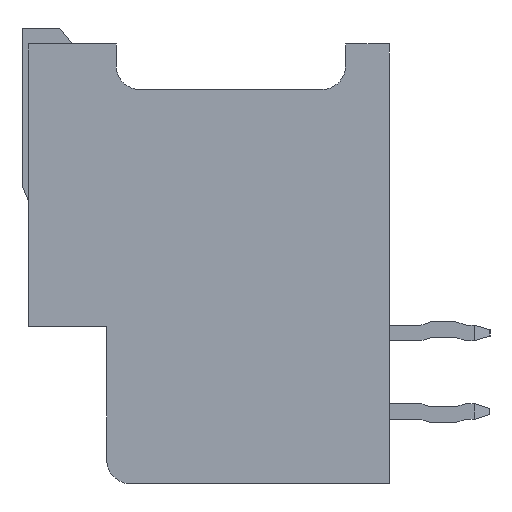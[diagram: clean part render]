
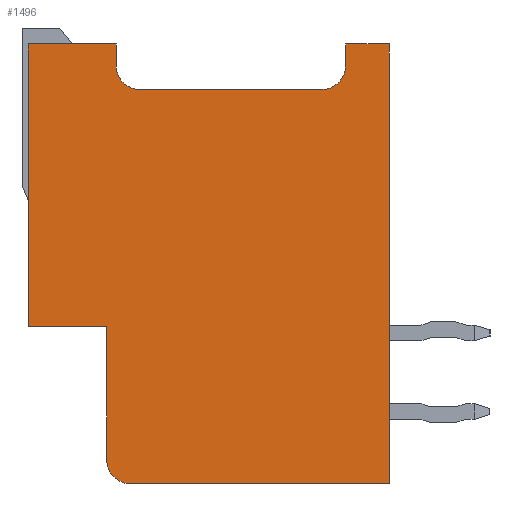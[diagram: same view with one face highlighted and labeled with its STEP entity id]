
A CAD part, left-side view. The second image highlights one B-rep face of the part: STEP entity #1496.
In plain terms, the highlighted planar face has unit normal (-1, 0, 0).
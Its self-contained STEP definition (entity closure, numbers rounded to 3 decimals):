
#1496 = ADVANCED_FACE( '', ( #3156 ), #3157, .F. );
#3156 = FACE_OUTER_BOUND( '', #5120, .T. );
#3157 = PLANE( '', #5121 );
#5120 = EDGE_LOOP( '', ( #8730, #8731, #8732, #8733, #8734, #8735, #8736, #8737, #8738, #8739, #8740, #8741, #8742 ) );
#5121 = AXIS2_PLACEMENT_3D( '', #8743, #8744, #8745 );
#8730 = ORIENTED_EDGE( '', *, *, #13005, .F. );
#8731 = ORIENTED_EDGE( '', *, *, #13875, .T. );
#8732 = ORIENTED_EDGE( '', *, *, #13274, .F. );
#8733 = ORIENTED_EDGE( '', *, *, #13974, .F. );
#8734 = ORIENTED_EDGE( '', *, *, #13975, .F. );
#8735 = ORIENTED_EDGE( '', *, *, #13976, .F. );
#8736 = ORIENTED_EDGE( '', *, *, #13977, .T. );
#8737 = ORIENTED_EDGE( '', *, *, #13773, .F. );
#8738 = ORIENTED_EDGE( '', *, *, #13978, .T. );
#8739 = ORIENTED_EDGE( '', *, *, #13384, .F. );
#8740 = ORIENTED_EDGE( '', *, *, #13979, .F. );
#8741 = ORIENTED_EDGE( '', *, *, #13980, .F. );
#8742 = ORIENTED_EDGE( '', *, *, #13981, .F. );
#8743 = CARTESIAN_POINT( '', ( -17.7, 0., 0. ) );
#8744 = DIRECTION( '', ( 1., 0., 0. ) );
#8745 = DIRECTION( '', ( 0., 0., -1. ) );
#13005 = EDGE_CURVE( '', #15823, #15825, #15826, .T. );
#13274 = EDGE_CURVE( '', #16271, #16273, #16274, .T. );
#13384 = EDGE_CURVE( '', #16457, #16452, #16459, .T. );
#13773 = EDGE_CURVE( '', #17082, #17077, #17084, .T. );
#13875 = EDGE_CURVE( '', #15823, #16273, #17246, .F. );
#13974 = EDGE_CURVE( '', #17389, #16271, #17390, .T. );
#13975 = EDGE_CURVE( '', #17391, #17389, #17392, .T. );
#13976 = EDGE_CURVE( '', #17393, #17391, #17394, .T. );
#13977 = EDGE_CURVE( '', #17393, #17077, #17395, .T. );
#13978 = EDGE_CURVE( '', #17082, #16452, #17396, .T. );
#13979 = EDGE_CURVE( '', #17397, #16457, #17398, .T. );
#13980 = EDGE_CURVE( '', #17399, #17397, #17400, .T. );
#13981 = EDGE_CURVE( '', #15825, #17399, #17401, .T. );
#15823 = VERTEX_POINT( '', #19838 );
#15825 = VERTEX_POINT( '', #19841 );
#15826 = LINE( '', #19842, #19843 );
#16271 = VERTEX_POINT( '', #20500 );
#16273 = VERTEX_POINT( '', #20503 );
#16274 = LINE( '', #20504, #20505 );
#16452 = VERTEX_POINT( '', #20767 );
#16457 = VERTEX_POINT( '', #20774 );
#16459 = LINE( '', #20777, #20778 );
#17077 = VERTEX_POINT( '', #21718 );
#17082 = VERTEX_POINT( '', #21725 );
#17084 = LINE( '', #21728, #21729 );
#17246 = CIRCLE( '', #21980, 0.75 );
#17389 = VERTEX_POINT( '', #22197 );
#17390 = LINE( '', #22198, #22199 );
#17391 = VERTEX_POINT( '', #22200 );
#17392 = LINE( '', #22201, #22202 );
#17393 = VERTEX_POINT( '', #22203 );
#17394 = LINE( '', #22204, #22205 );
#17395 = CIRCLE( '', #22206, 0.75 );
#17396 = CIRCLE( '', #22207, 0.75 );
#17397 = VERTEX_POINT( '', #22208 );
#17398 = LINE( '', #22209, #22210 );
#17399 = VERTEX_POINT( '', #22211 );
#17400 = LINE( '', #22212, #22213 );
#17401 = LINE( '', #22214, #22215 );
#19838 = CARTESIAN_POINT( '', ( -17.7, 4.5, -6.25 ) );
#19841 = CARTESIAN_POINT( '', ( -17.7, 4.5, -2. ) );
#19842 = CARTESIAN_POINT( '', ( -17.7, 4.5, -7. ) );
#19843 = VECTOR( '', #24601, 1000. );
#20500 = CARTESIAN_POINT( '', ( -17.7, -4.5, -7. ) );
#20503 = CARTESIAN_POINT( '', ( -17.7, 3.75, -7. ) );
#20504 = CARTESIAN_POINT( '', ( -17.7, -4.5, -7. ) );
#20505 = VECTOR( '', #24824, 1000. );
#20767 = CARTESIAN_POINT( '', ( -17.7, 4.2, 6.3 ) );
#20774 = CARTESIAN_POINT( '', ( -17.7, 4.2, 7. ) );
#20777 = CARTESIAN_POINT( '', ( -17.7, 4.2, 7. ) );
#20778 = VECTOR( '', #24912, 1000. );
#21718 = CARTESIAN_POINT( '', ( -17.7, -2.35, 5.55 ) );
#21725 = CARTESIAN_POINT( '', ( -17.7, 3.45, 5.55 ) );
#21728 = CARTESIAN_POINT( '', ( -17.7, 4.2, 5.55 ) );
#21729 = VECTOR( '', #25238, 1000. );
#21980 = AXIS2_PLACEMENT_3D( '', #25334, #25335, #25336 );
#22197 = CARTESIAN_POINT( '', ( -17.7, -4.5, 7. ) );
#22198 = CARTESIAN_POINT( '', ( -17.7, -4.5, 7. ) );
#22199 = VECTOR( '', #25411, 1000. );
#22200 = CARTESIAN_POINT( '', ( -17.7, -3.1, 7. ) );
#22201 = CARTESIAN_POINT( '', ( -17.7, -3.1, 7. ) );
#22202 = VECTOR( '', #25412, 1000. );
#22203 = CARTESIAN_POINT( '', ( -17.7, -3.1, 6.3 ) );
#22204 = CARTESIAN_POINT( '', ( -17.7, -3.1, 5.55 ) );
#22205 = VECTOR( '', #25413, 1000. );
#22206 = AXIS2_PLACEMENT_3D( '', #25414, #25415, #25416 );
#22207 = AXIS2_PLACEMENT_3D( '', #25417, #25418, #25419 );
#22208 = CARTESIAN_POINT( '', ( -17.7, 7., 7. ) );
#22209 = CARTESIAN_POINT( '', ( -17.7, 7., 7. ) );
#22210 = VECTOR( '', #25420, 1000. );
#22211 = CARTESIAN_POINT( '', ( -17.7, 7., -2. ) );
#22212 = CARTESIAN_POINT( '', ( -17.7, 7., -2. ) );
#22213 = VECTOR( '', #25421, 1000. );
#22214 = CARTESIAN_POINT( '', ( -17.7, 4.5, -2. ) );
#22215 = VECTOR( '', #25422, 1000. );
#24601 = DIRECTION( '', ( 0., 0., 1. ) );
#24824 = DIRECTION( '', ( 0., 1., 0. ) );
#24912 = DIRECTION( '', ( 0., 0., -1. ) );
#25238 = DIRECTION( '', ( 0., -1., 0. ) );
#25334 = CARTESIAN_POINT( '', ( -17.7, 3.75, -6.25 ) );
#25335 = DIRECTION( '', ( 1., 0., 0. ) );
#25336 = DIRECTION( '', ( 0., 0., -1. ) );
#25411 = DIRECTION( '', ( 0., 0., -1. ) );
#25412 = DIRECTION( '', ( 0., -1., 0. ) );
#25413 = DIRECTION( '', ( 0., 0., 1. ) );
#25414 = CARTESIAN_POINT( '', ( -17.7, -2.35, 6.3 ) );
#25415 = DIRECTION( '', ( 1., 0., 0. ) );
#25416 = DIRECTION( '', ( 0., 0., -1. ) );
#25417 = CARTESIAN_POINT( '', ( -17.7, 3.45, 6.3 ) );
#25418 = DIRECTION( '', ( 1., 0., 0. ) );
#25419 = DIRECTION( '', ( 0., 0., -1. ) );
#25420 = DIRECTION( '', ( 0., -1., 0. ) );
#25421 = DIRECTION( '', ( 0., 0., 1. ) );
#25422 = DIRECTION( '', ( 0., 1., 0. ) );
